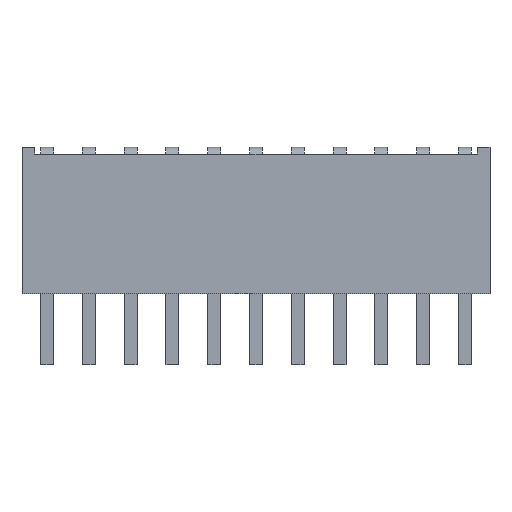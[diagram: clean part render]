
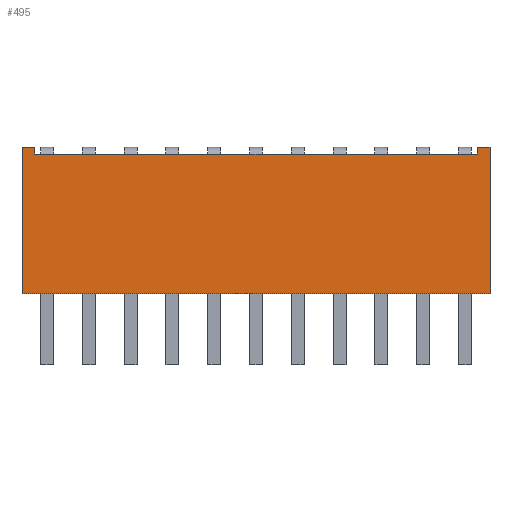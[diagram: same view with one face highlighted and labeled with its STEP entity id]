
A CAD part, front view. The second image highlights one B-rep face of the part: STEP entity #495.
In plain terms, the highlighted face is planar.
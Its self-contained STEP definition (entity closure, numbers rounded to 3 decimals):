
#495 = ADVANCED_FACE('',(#496),#562,.F.);
#496 = FACE_BOUND('',#497,.T.);
#497 = EDGE_LOOP('',(#498,#508,#516,#524,#532,#540,#548,#556));
#498 = ORIENTED_EDGE('',*,*,#499,.F.);
#499 = EDGE_CURVE('',#500,#502,#504,.T.);
#500 = VERTEX_POINT('',#501);
#501 = CARTESIAN_POINT('',(-13.437,0.,-2.54));
#502 = VERTEX_POINT('',#503);
#503 = CARTESIAN_POINT('',(-13.437,0.406,-2.54));
#504 = LINE('',#505,#506);
#505 = CARTESIAN_POINT('',(-13.437,8.89,-2.54));
#506 = VECTOR('',#507,1.);
#507 = DIRECTION('',(0.,1.,0.));
#508 = ORIENTED_EDGE('',*,*,#509,.T.);
#509 = EDGE_CURVE('',#500,#510,#512,.T.);
#510 = VERTEX_POINT('',#511);
#511 = CARTESIAN_POINT('',(-14.224,0.,-2.54));
#512 = LINE('',#513,#514);
#513 = CARTESIAN_POINT('',(14.224,0.,-2.54));
#514 = VECTOR('',#515,1.);
#515 = DIRECTION('',(-1.,0.,0.));
#516 = ORIENTED_EDGE('',*,*,#517,.F.);
#517 = EDGE_CURVE('',#518,#510,#520,.T.);
#518 = VERTEX_POINT('',#519);
#519 = CARTESIAN_POINT('',(-14.224,8.89,-2.54));
#520 = LINE('',#521,#522);
#521 = CARTESIAN_POINT('',(-14.224,8.89,-2.54));
#522 = VECTOR('',#523,1.);
#523 = DIRECTION('',(0.,-1.,0.));
#524 = ORIENTED_EDGE('',*,*,#525,.F.);
#525 = EDGE_CURVE('',#526,#518,#528,.T.);
#526 = VERTEX_POINT('',#527);
#527 = CARTESIAN_POINT('',(14.224,8.89,-2.54));
#528 = LINE('',#529,#530);
#529 = CARTESIAN_POINT('',(14.224,8.89,-2.54));
#530 = VECTOR('',#531,1.);
#531 = DIRECTION('',(-1.,0.,0.));
#532 = ORIENTED_EDGE('',*,*,#533,.T.);
#533 = EDGE_CURVE('',#526,#534,#536,.T.);
#534 = VERTEX_POINT('',#535);
#535 = CARTESIAN_POINT('',(14.224,0.,-2.54));
#536 = LINE('',#537,#538);
#537 = CARTESIAN_POINT('',(14.224,8.89,-2.54));
#538 = VECTOR('',#539,1.);
#539 = DIRECTION('',(0.,-1.,0.));
#540 = ORIENTED_EDGE('',*,*,#541,.T.);
#541 = EDGE_CURVE('',#534,#542,#544,.T.);
#542 = VERTEX_POINT('',#543);
#543 = CARTESIAN_POINT('',(13.437,0.,-2.54));
#544 = LINE('',#545,#546);
#545 = CARTESIAN_POINT('',(14.224,0.,-2.54));
#546 = VECTOR('',#547,1.);
#547 = DIRECTION('',(-1.,0.,0.));
#548 = ORIENTED_EDGE('',*,*,#549,.F.);
#549 = EDGE_CURVE('',#550,#542,#552,.T.);
#550 = VERTEX_POINT('',#551);
#551 = CARTESIAN_POINT('',(13.437,0.406,-2.54));
#552 = LINE('',#553,#554);
#553 = CARTESIAN_POINT('',(13.437,8.89,-2.54));
#554 = VECTOR('',#555,1.);
#555 = DIRECTION('',(0.,-1.,0.));
#556 = ORIENTED_EDGE('',*,*,#557,.F.);
#557 = EDGE_CURVE('',#502,#550,#558,.T.);
#558 = LINE('',#559,#560);
#559 = CARTESIAN_POINT('',(14.224,0.406,-2.54));
#560 = VECTOR('',#561,1.);
#561 = DIRECTION('',(1.,0.,0.));
#562 = PLANE('',#563);
#563 = AXIS2_PLACEMENT_3D('',#564,#565,#566);
#564 = CARTESIAN_POINT('',(14.224,8.89,-2.54));
#565 = DIRECTION('',(0.,0.,1.));
#566 = DIRECTION('',(1.,0.,-0.));
